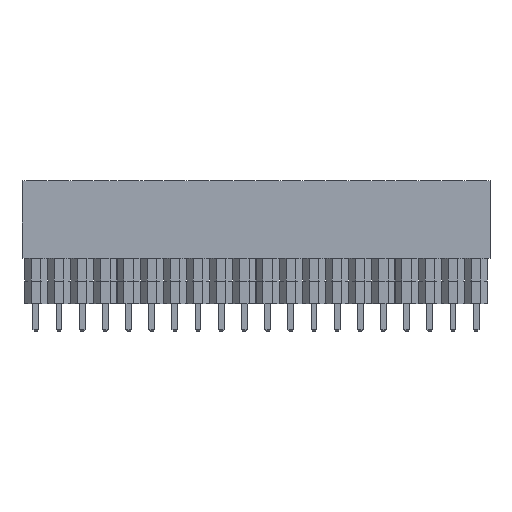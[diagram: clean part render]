
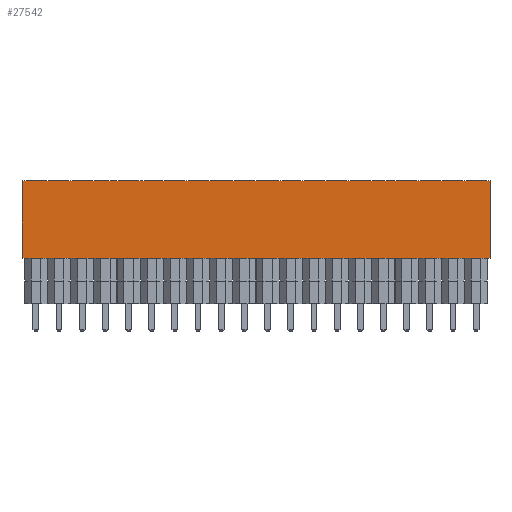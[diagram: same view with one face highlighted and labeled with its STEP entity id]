
A CAD part, top view. The second image highlights one B-rep face of the part: STEP entity #27542.
In plain terms, the highlighted planar face has unit normal (0, 0, 1).
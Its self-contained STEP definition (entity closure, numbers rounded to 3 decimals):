
#736=FACE_OUTER_BOUND('',#2422,.T.);
#2422=EDGE_LOOP('',(#19435,#19436,#19437,#19438));
#3887=LINE('',#37765,#7739);
#4671=LINE('',#39375,#8523);
#4672=LINE('',#39376,#8524);
#4673=LINE('',#39377,#8525);
#7739=VECTOR('',#30612,10.);
#8523=VECTOR('',#32106,10.);
#8524=VECTOR('',#32107,10.);
#8525=VECTOR('',#32108,10.);
#11582=VERTEX_POINT('',#37758);
#11585=VERTEX_POINT('',#37763);
#12055=VERTEX_POINT('',#39373);
#12056=VERTEX_POINT('',#39374);
#13999=EDGE_CURVE('',#11585,#11582,#3887,.T.);
#14783=EDGE_CURVE('',#12055,#12056,#4671,.T.);
#14784=EDGE_CURVE('',#12056,#11582,#4672,.T.);
#14785=EDGE_CURVE('',#12055,#11585,#4673,.T.);
#19435=ORIENTED_EDGE('',*,*,#14783,.T.);
#19436=ORIENTED_EDGE('',*,*,#14784,.T.);
#19437=ORIENTED_EDGE('',*,*,#13999,.F.);
#19438=ORIENTED_EDGE('',*,*,#14785,.F.);
#25896=PLANE('',#29291);
#27542=ADVANCED_FACE('',(#736),#25896,.T.);
#29291=AXIS2_PLACEMENT_3D('',#39372,#32104,#32105);
#30612=DIRECTION('',(1.,0.,0.));
#32104=DIRECTION('center_axis',(0.,0.,1.));
#32105=DIRECTION('ref_axis',(1.,0.,0.));
#32106=DIRECTION('',(1.,0.,0.));
#32107=DIRECTION('',(0.,1.,0.));
#32108=DIRECTION('',(0.,1.,0.));
#37758=CARTESIAN_POINT('',(-42.781,8.5,1.662));
#37763=CARTESIAN_POINT('',(-94.081,8.5,1.662));
#37765=CARTESIAN_POINT('',(-94.081,8.5,1.662));
#39372=CARTESIAN_POINT('Origin',(-94.081,0.,1.662));
#39373=CARTESIAN_POINT('',(-94.081,0.,1.662));
#39374=CARTESIAN_POINT('',(-42.781,0.,1.662));
#39375=CARTESIAN_POINT('',(-94.081,0.,1.662));
#39376=CARTESIAN_POINT('',(-42.781,0.,1.662));
#39377=CARTESIAN_POINT('',(-94.081,0.,1.662));
